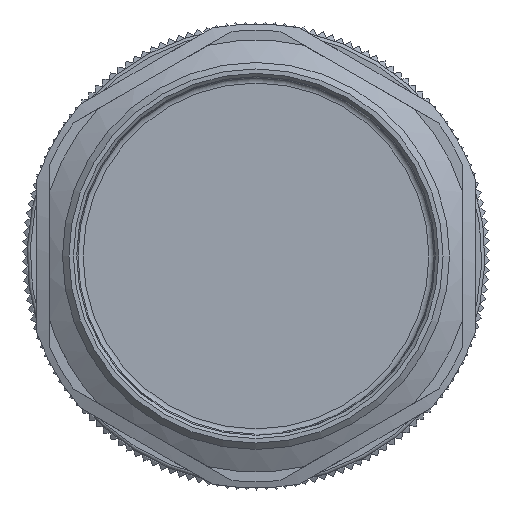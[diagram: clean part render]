
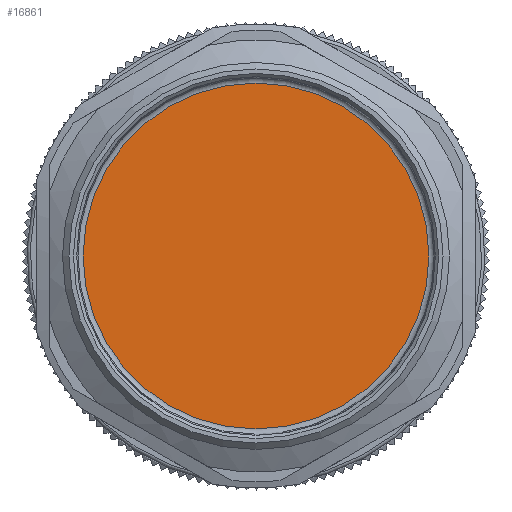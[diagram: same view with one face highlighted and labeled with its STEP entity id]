
A CAD part, left-side view. The second image highlights one B-rep face of the part: STEP entity #16861.
In plain terms, the highlighted planar face has unit normal (-1, 0, 0).
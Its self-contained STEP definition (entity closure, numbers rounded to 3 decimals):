
#3717=FACE_OUTER_BOUND('',#4643,.T.);
#4643=EDGE_LOOP('',(#10308,#10309));
#5643=CIRCLE('',#17819,26.8);
#5644=CIRCLE('',#17820,26.8);
#5996=VERTEX_POINT('',#21800);
#5997=VERTEX_POINT('',#21801);
#7721=EDGE_CURVE('',#5996,#5997,#5643,.T.);
#7722=EDGE_CURVE('',#5997,#5996,#5644,.T.);
#10308=ORIENTED_EDGE('',*,*,#7721,.F.);
#10309=ORIENTED_EDGE('',*,*,#7722,.F.);
#15420=PLANE('',#17818);
#16861=ADVANCED_FACE('',(#3717),#15420,.F.);
#17818=AXIS2_PLACEMENT_3D('',#21799,#18831,#18832);
#17819=AXIS2_PLACEMENT_3D('',#21802,#18833,#18834);
#17820=AXIS2_PLACEMENT_3D('',#21803,#18835,#18836);
#18831=DIRECTION('center_axis',(1.,0.,0.));
#18832=DIRECTION('ref_axis',(0.,0.,-1.));
#18833=DIRECTION('center_axis',(1.,0.,0.));
#18834=DIRECTION('ref_axis',(0.,0.,-1.));
#18835=DIRECTION('center_axis',(1.,0.,0.));
#18836=DIRECTION('ref_axis',(0.,0.,-1.));
#21799=CARTESIAN_POINT('Origin',(3.777,-3.169,0.));
#21800=CARTESIAN_POINT('',(3.777,23.631,0.));
#21801=CARTESIAN_POINT('',(3.777,-3.169,26.8));
#21802=CARTESIAN_POINT('Origin',(3.777,-3.169,0.));
#21803=CARTESIAN_POINT('Origin',(3.777,-3.169,0.));
